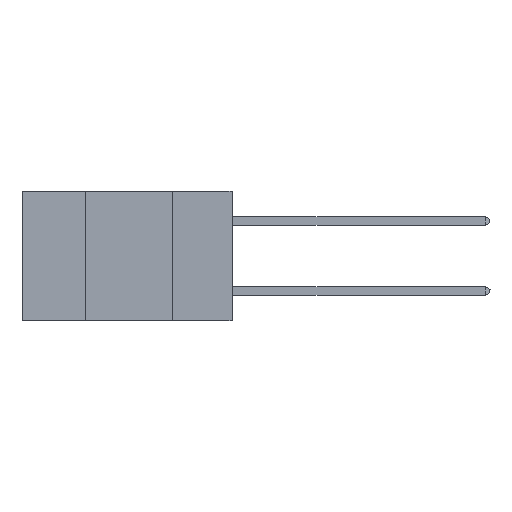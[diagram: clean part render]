
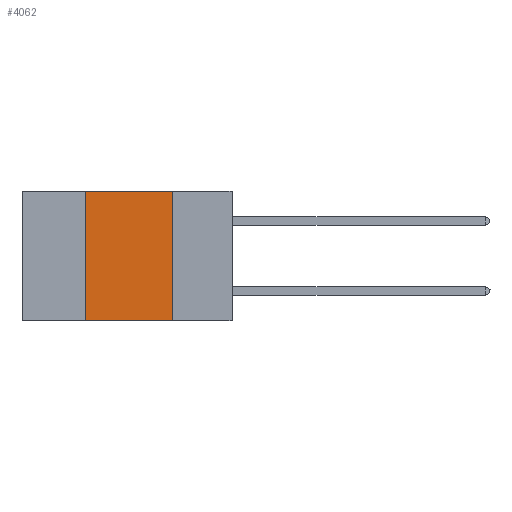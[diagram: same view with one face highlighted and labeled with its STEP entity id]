
A CAD part, left-side view. The second image highlights one B-rep face of the part: STEP entity #4062.
In plain terms, the highlighted planar face has unit normal (-1, 0, 0).
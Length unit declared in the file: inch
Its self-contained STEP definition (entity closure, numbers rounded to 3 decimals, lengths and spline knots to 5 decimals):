
#414 = EDGE_CURVE ( 'NONE', #6835, #13524, #14113, .T. ) ;
#846 = CARTESIAN_POINT ( 'NONE',  ( 0., 0.17, 0. ) ) ;
#1059 = VECTOR ( 'NONE', #3873, 39.37008 ) ;
#1178 = CARTESIAN_POINT ( 'NONE',  ( 0., 0.42, -0.37 ) ) ;
#2109 = VECTOR ( 'NONE', #19365, 39.37008 ) ;
#2212 = DIRECTION ( 'NONE',  ( 0., 0., -1. ) ) ;
#3642 = EDGE_LOOP ( 'NONE', ( #6599, #21165, #19319, #21787 ) ) ;
#3657 = CARTESIAN_POINT ( 'NONE',  ( 0., 0.6, 0. ) ) ;
#3873 = DIRECTION ( 'NONE',  ( 0., -1., 0. ) ) ;
#4042 = VECTOR ( 'NONE', #7054, 39.37008 ) ;
#4062 = ADVANCED_FACE ( 'NONE', ( #8851 ), #5230, .F. ) ;
#4354 = EDGE_CURVE ( 'NONE', #6835, #22320, #13636, .T. ) ;
#4607 = EDGE_CURVE ( 'NONE', #10513, #13524, #6164, .T. ) ;
#5230 = PLANE ( 'NONE',  #15904 ) ;
#6164 = LINE ( 'NONE', #846, #2109 ) ;
#6599 = ORIENTED_EDGE ( 'NONE', *, *, #4607, .F. ) ;
#6835 = VERTEX_POINT ( 'NONE', #1178 ) ;
#7054 = DIRECTION ( 'NONE',  ( 0., -1., 0. ) ) ;
#8711 = CARTESIAN_POINT ( 'NONE',  ( 0., 0.6, -0.37 ) ) ;
#8715 = EDGE_CURVE ( 'NONE', #22320, #10513, #12688, .T. ) ;
#8851 = FACE_OUTER_BOUND ( 'NONE', #3642, .T. ) ;
#9323 = DIRECTION ( 'NONE',  ( 1., 0., 0. ) ) ;
#10513 = VERTEX_POINT ( 'NONE', #21333 ) ;
#11257 = CARTESIAN_POINT ( 'NONE',  ( 0., 0.42, 0. ) ) ;
#12688 = LINE ( 'NONE', #20015, #4042 ) ;
#13524 = VERTEX_POINT ( 'NONE', #16324 ) ;
#13636 = LINE ( 'NONE', #20987, #20175 ) ;
#14113 = LINE ( 'NONE', #8711, #1059 ) ;
#15550 = DIRECTION ( 'NONE',  ( 0., 0., 1. ) ) ;
#15904 = AXIS2_PLACEMENT_3D ( 'NONE', #3657, #9323, #2212 ) ;
#16324 = CARTESIAN_POINT ( 'NONE',  ( 0., 0.17, -0.37 ) ) ;
#19319 = ORIENTED_EDGE ( 'NONE', *, *, #4354, .F. ) ;
#19365 = DIRECTION ( 'NONE',  ( 0., 0., -1. ) ) ;
#20015 = CARTESIAN_POINT ( 'NONE',  ( 0., 0.6, 0. ) ) ;
#20175 = VECTOR ( 'NONE', #15550, 39.37008 ) ;
#20987 = CARTESIAN_POINT ( 'NONE',  ( 0., 0.42, 0. ) ) ;
#21165 = ORIENTED_EDGE ( 'NONE', *, *, #8715, .F. ) ;
#21333 = CARTESIAN_POINT ( 'NONE',  ( 0., 0.17, 0. ) ) ;
#21787 = ORIENTED_EDGE ( 'NONE', *, *, #414, .T. ) ;
#22320 = VERTEX_POINT ( 'NONE', #11257 ) ;
